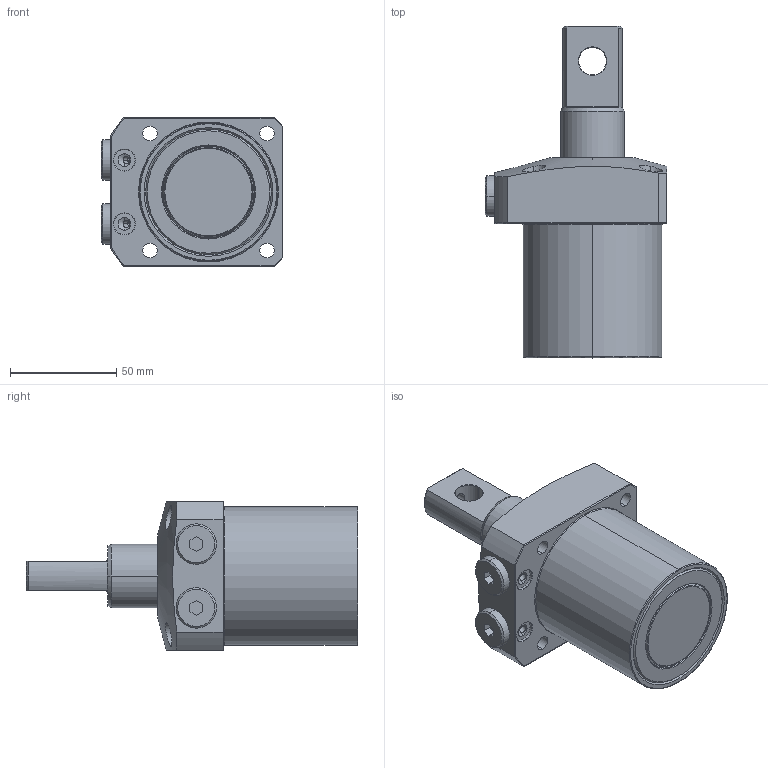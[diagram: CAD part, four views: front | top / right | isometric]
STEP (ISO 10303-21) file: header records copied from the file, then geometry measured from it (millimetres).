
FILE_DESCRIPTION (( 'STEP AP203' ), '1' );
FILE_NAME ('LHA0650-C-P.STEP', '2018-12-15T06:10:01', ( '微软用户' ), ( '微软中国' ), 'SwSTEP 2.0', 'SolidWorks 2012', '' );
FILE_SCHEMA (( 'CONFIG_CONTROL_DESIGN' ));
Length unit declared in the file: millimetre
Products named in the file (5): LHA0650-槭暌溛(蹬怮椔); LHA0650-咂衝椳紕溽_rev1; LHA0650-楓羔_蹬怮椔); Gȼ__4; LHA0650-C-P
Assembly tree (5 placements, depth 2):
  LHA0650-C-P
    LHA0650-槭暌溛(蹬怮椔)
    LHA0650-咂衝椳紕溽_rev1
    LHA0650-楓羔_蹬怮椔)
    Gȼ__4  x2
Bounding box: 85.5 x 156 x 70 mm (x, y, z)
Volume: 390205.5 mm3; surface area: 48988.2 mm2
Topology: 5 solids, 5 shells, 169 faces, 379 edges, 235 vertices
Faces by surface type: cylinder 65, plane 51, cone 39, torus 14
Entity records: 5586 total; most frequent: CARTESIAN_POINT 1497, DIRECTION 784, ORIENTED_EDGE 702, EDGE_CURVE 351, AXIS2_PLACEMENT_3D 323, VERTEX_POINT 217, EDGE_LOOP 186, CIRCLE 159
